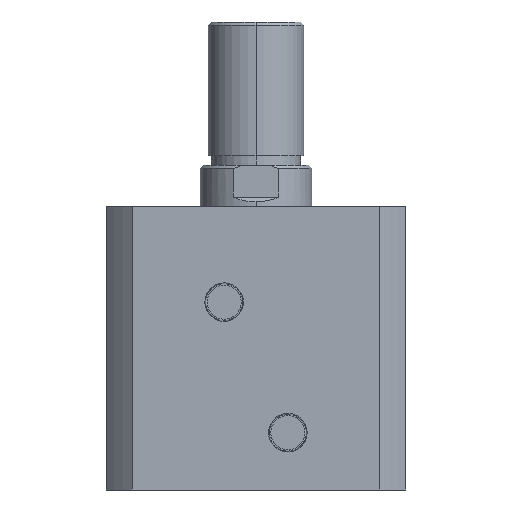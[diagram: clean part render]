
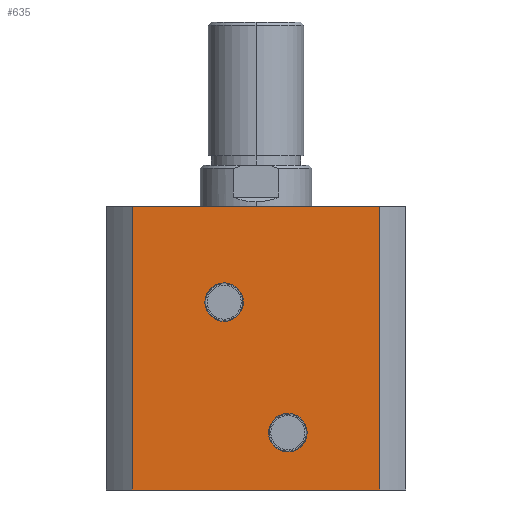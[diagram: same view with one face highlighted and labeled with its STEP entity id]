
A CAD part, left-side view. The second image highlights one B-rep face of the part: STEP entity #635.
In plain terms, the highlighted planar face has unit normal (-1, 0, 0).
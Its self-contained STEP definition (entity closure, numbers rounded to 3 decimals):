
#488 = EDGE_LOOP ( 'NONE', ( #3149, #2969 ) ) ;
#491 = EDGE_LOOP ( 'NONE', ( #3163, #3138 ) ) ;
#492 = EDGE_LOOP ( 'NONE', ( #3161, #3155, #3112, #3157 ) ) ;
#554 = FACE_BOUND ( 'NONE', #491, .T. ) ;
#557 = FACE_BOUND ( 'NONE', #488, .T. ) ;
#567 = FACE_OUTER_BOUND ( 'NONE', #492, .T. ) ;
#635 = ADVANCED_FACE ( 'NONE', ( #557, #554, #567 ), #2555, .F. ) ;
#897 = CARTESIAN_POINT ( 'NONE',  ( -47., 10., 65.06 ) ) ;
#901 = CARTESIAN_POINT ( 'NONE',  ( -47., 10., 52.94 ) ) ;
#923 = CARTESIAN_POINT ( 'NONE',  ( -47., -38.884, 0. ) ) ;
#932 = CARTESIAN_POINT ( 'NONE',  ( -47., -38.884, 89. ) ) ;
#945 = CARTESIAN_POINT ( 'NONE',  ( -47., 38.884, 0. ) ) ;
#1298 = DIRECTION ( 'NONE',  ( 0., 0., -1. ) ) ;
#1304 = CARTESIAN_POINT ( 'NONE',  ( -47., 38.884, 89. ) ) ;
#1307 = DIRECTION ( 'NONE',  ( 0., -1., 0. ) ) ;
#1315 = CARTESIAN_POINT ( 'NONE',  ( -47., 10., 59. ) ) ;
#1316 = DIRECTION ( 'NONE',  ( -1., 0., 0. ) ) ;
#1317 = DIRECTION ( 'NONE',  ( 0., 0., 1. ) ) ;
#1318 = CARTESIAN_POINT ( 'NONE',  ( -47., 0., 89. ) ) ;
#1319 = CARTESIAN_POINT ( 'NONE',  ( -47., 0., 0. ) ) ;
#1320 = CARTESIAN_POINT ( 'NONE',  ( -47., -10., 18. ) ) ;
#1321 = DIRECTION ( 'NONE',  ( -1., 0., 0. ) ) ;
#1322 = DIRECTION ( 'NONE',  ( 0., 0., 1. ) ) ;
#1323 = CARTESIAN_POINT ( 'NONE',  ( -47., -38.884, 89. ) ) ;
#1325 = DIRECTION ( 'NONE',  ( 0., 0., -1. ) ) ;
#1326 = DIRECTION ( 'NONE',  ( 0., -1., 0. ) ) ;
#1390 = CARTESIAN_POINT ( 'NONE',  ( -47., -10., 11.94 ) ) ;
#1402 = CARTESIAN_POINT ( 'NONE',  ( -47., 38.884, 89. ) ) ;
#1415 = CARTESIAN_POINT ( 'NONE',  ( -47., -10., 24.06 ) ) ;
#1448 = CARTESIAN_POINT ( 'NONE',  ( -47., 10., 59. ) ) ;
#1449 = DIRECTION ( 'NONE',  ( -1., 0., 0. ) ) ;
#1450 = DIRECTION ( 'NONE',  ( 0., 0., 1. ) ) ;
#1468 = CARTESIAN_POINT ( 'NONE',  ( -47., -10., 18. ) ) ;
#1469 = DIRECTION ( 'NONE',  ( -1., 0., 0. ) ) ;
#1470 = DIRECTION ( 'NONE',  ( 0., 0., 1. ) ) ;
#1920 = LINE ( 'NONE', #1304, #1922 ) ;
#1921 = CIRCLE ( 'NONE', #3712, 6.06 ) ;
#1922 = VECTOR ( 'NONE', #1298, 1000. ) ;
#1923 = CIRCLE ( 'NONE', #3711, 6.06 ) ;
#1924 = LINE ( 'NONE', #1319, #1927 ) ;
#1925 = LINE ( 'NONE', #1318, #1931 ) ;
#1926 = LINE ( 'NONE', #1323, #1929 ) ;
#1927 = VECTOR ( 'NONE', #1307, 1000. ) ;
#1929 = VECTOR ( 'NONE', #1325, 1000. ) ;
#1931 = VECTOR ( 'NONE', #1326, 1000. ) ;
#1983 = CIRCLE ( 'NONE', #3719, 6.06 ) ;
#1992 = CIRCLE ( 'NONE', #3723, 6.06 ) ;
#2548 = DIRECTION ( 'NONE',  ( 1., 0., 0. ) ) ;
#2553 = CARTESIAN_POINT ( 'NONE',  ( -47., 0., 89. ) ) ;
#2555 = PLANE ( 'NONE',  #3595 ) ;
#2557 = DIRECTION ( 'NONE',  ( 0., 1., 0. ) ) ;
#2790 = VERTEX_POINT ( 'NONE', #901 ) ;
#2792 = VERTEX_POINT ( 'NONE', #897 ) ;
#2812 = VERTEX_POINT ( 'NONE', #923 ) ;
#2821 = VERTEX_POINT ( 'NONE', #932 ) ;
#2834 = VERTEX_POINT ( 'NONE', #945 ) ;
#2969 = ORIENTED_EDGE ( 'NONE', *, *, #3438, .F. ) ;
#3112 = ORIENTED_EDGE ( 'NONE', *, *, #3331, .F. ) ;
#3138 = ORIENTED_EDGE ( 'NONE', *, *, #3446, .F. ) ;
#3149 = ORIENTED_EDGE ( 'NONE', *, *, #3327, .F. ) ;
#3155 = ORIENTED_EDGE ( 'NONE', *, *, #3330, .F. ) ;
#3157 = ORIENTED_EDGE ( 'NONE', *, *, #3325, .T. ) ;
#3161 = ORIENTED_EDGE ( 'NONE', *, *, #3329, .T. ) ;
#3163 = ORIENTED_EDGE ( 'NONE', *, *, #3328, .F. ) ;
#3325 = EDGE_CURVE ( 'NONE', #3407, #2834, #1920, .T. ) ;
#3327 = EDGE_CURVE ( 'NONE', #2792, #2790, #1923, .T. ) ;
#3328 = EDGE_CURVE ( 'NONE', #3420, #3395, #1921, .T. ) ;
#3329 = EDGE_CURVE ( 'NONE', #2834, #2812, #1924, .T. ) ;
#3330 = EDGE_CURVE ( 'NONE', #2821, #2812, #1926, .T. ) ;
#3331 = EDGE_CURVE ( 'NONE', #3407, #2821, #1925, .T. ) ;
#3395 = VERTEX_POINT ( 'NONE', #1390 ) ;
#3407 = VERTEX_POINT ( 'NONE', #1402 ) ;
#3420 = VERTEX_POINT ( 'NONE', #1415 ) ;
#3438 = EDGE_CURVE ( 'NONE', #2790, #2792, #1983, .T. ) ;
#3446 = EDGE_CURVE ( 'NONE', #3395, #3420, #1992, .T. ) ;
#3595 = AXIS2_PLACEMENT_3D ( 'NONE', #2553, #2548, #2557 ) ;
#3711 = AXIS2_PLACEMENT_3D ( 'NONE', #1315, #1316, #1317 ) ;
#3712 = AXIS2_PLACEMENT_3D ( 'NONE', #1320, #1321, #1322 ) ;
#3719 = AXIS2_PLACEMENT_3D ( 'NONE', #1448, #1449, #1450 ) ;
#3723 = AXIS2_PLACEMENT_3D ( 'NONE', #1468, #1469, #1470 ) ;
